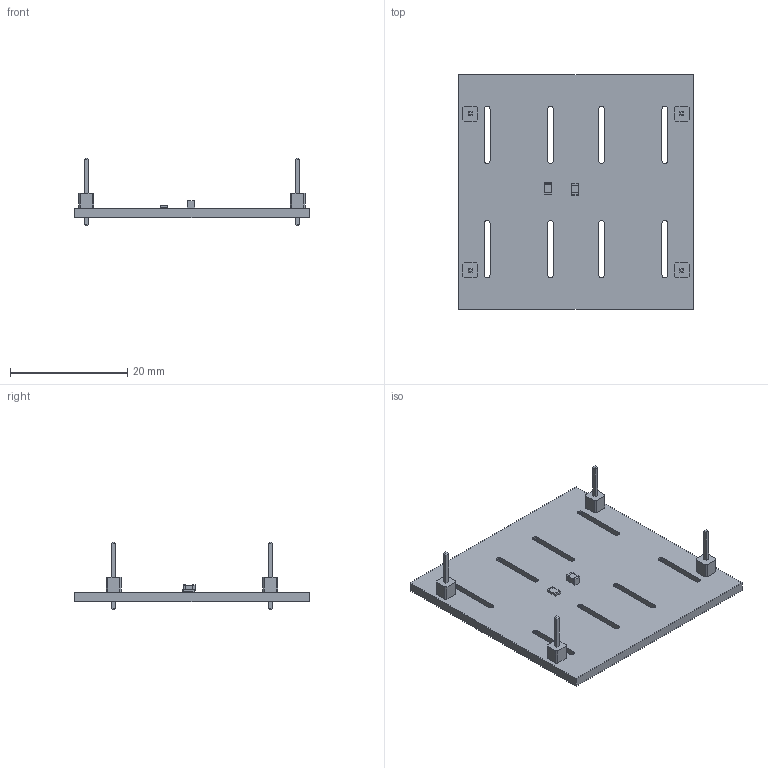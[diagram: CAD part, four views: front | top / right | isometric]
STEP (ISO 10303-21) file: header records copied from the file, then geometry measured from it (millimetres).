
FILE_DESCRIPTION(('KiCad electronic assembly'),'2;1');
FILE_NAME('Block-Party-Bottom-PCB.step','2024-02-15T21:54:36',('Pcbnew') ,('Kicad'),'Open CASCADE STEP processor 7.7','KiCad to STEP converter' ,'Unknown');
FILE_SCHEMA(('AUTOMOTIVE_DESIGN { 1 0 10303 214 1 1 1 1 }'));
Length unit declared in the file: millimetre
Products named in the file (8): Block-Party-Bottom-PCB 1; PinHeader_1x01_P2.54mm_Vertical; PinHeader_1x01_P254mm_Vertical; C_0805_2012Metric; R_0805_2012Metric; Block-Party PCB
Assembly tree (10 placements, depth 3):
  Block-Party-Bottom-PCB 1
    PinHeader_1x01_P2.54mm_Vertical  x4
      PinHeader_1x01_P254mm_Vertical
    C_0805_2012Metric
      C_0805_2012Metric
    R_0805_2012Metric
      R_0805_2012Metric
    Block-Party PCB
Bounding box: 40 x 40 x 11.54 mm (x, y, z)
Volume: 2515.7 mm3; surface area: 3839.8 mm2
Topology: 7 solids, 7 shells, 368 faces, 996 edges, 652 vertices
Faces by surface type: plane 344, cylinder 24
Full cylindrical faces by diameter (mm): 1 x4
Entity records: 19998 total; most frequent: CARTESIAN_POINT 3791, DIRECTION 2638, LINE 1932, VECTOR 1932, ORIENTED_EDGE 1608, PCURVE 1608, DEFINITIONAL_REPRESENTATION 1608, EDGE_CURVE 804
